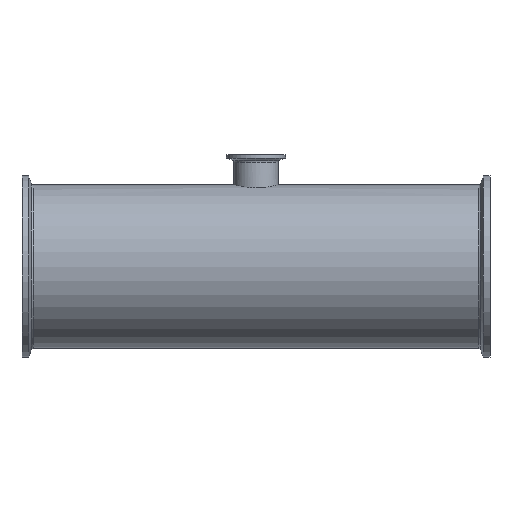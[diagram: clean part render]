
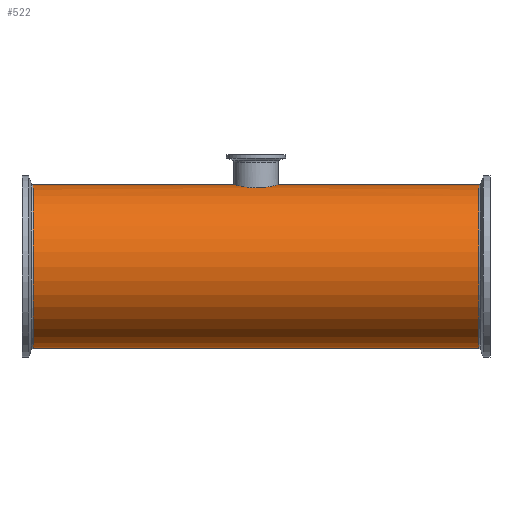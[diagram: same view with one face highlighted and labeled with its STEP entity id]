
A CAD part, front view. The second image highlights one B-rep face of the part: STEP entity #522.
In plain terms, the highlighted cylindrical face has radius 69.9 mm (diameter 139.8 mm), a full revolution.
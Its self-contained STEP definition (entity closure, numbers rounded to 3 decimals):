
#18=B_SPLINE_CURVE_WITH_KNOTS('',3,(#917,#918,#919,#920,#921,#922,#923,
#924,#925,#926,#927,#928,#929,#930,#931,#932,#933,#934),.UNSPECIFIED.,.F.,
 .F.,(4,2,2,2,2,2,2,2,4),(0.,0.361,0.722,1.082,
1.443,1.804,2.165,2.525,2.886),
 .UNSPECIFIED.);
#19=B_SPLINE_CURVE_WITH_KNOTS('',3,(#935,#936,#937,#938,#939,#940,#941,
#942,#943,#944,#945,#946,#947,#948,#949,#950,#951,#952,#953,#954,#955,#956,
#957,#958,#959,#960,#961,#962,#963,#964,#965,#966,#967,#968,#969,#970,#971,
#972,#973,#974,#975,#976,#977,#978,#979,#980,#981,#982,#983,#984),
 .UNSPECIFIED.,.F.,.F.,(4,2,2,2,2,2,2,2,2,2,2,2,2,2,2,2,2,2,2,2,2,2,2,2,
4),(2.886,3.247,3.608,3.968,4.329,
4.69,5.051,5.412,5.772,6.133,
6.494,6.855,7.216,7.576,7.937,
8.298,8.658,9.019,9.38,9.741,
10.101,10.462,10.823,11.184,11.545),
 .UNSPECIFIED.);
#22=CYLINDRICAL_SURFACE('',#595,69.9);
#31=FACE_BOUND('',#129,.T.);
#46=LINE('',#914,#62);
#62=VECTOR('',#725,69.9);
#92=FACE_OUTER_BOUND('',#128,.T.);
#128=EDGE_LOOP('',(#381,#382,#383,#384,#385,#386));
#129=EDGE_LOOP('',(#387,#388));
#176=CIRCLE('',#591,69.9);
#177=CIRCLE('',#592,69.9);
#179=CIRCLE('',#596,69.9);
#180=CIRCLE('',#597,69.9);
#231=VERTEX_POINT('',#900);
#232=VERTEX_POINT('',#902);
#234=VERTEX_POINT('',#910);
#235=VERTEX_POINT('',#911);
#236=VERTEX_POINT('',#915);
#237=VERTEX_POINT('',#916);
#286=EDGE_CURVE('',#231,#232,#176,.T.);
#287=EDGE_CURVE('',#232,#231,#177,.T.);
#290=EDGE_CURVE('',#234,#235,#179,.T.);
#291=EDGE_CURVE('',#235,#234,#180,.T.);
#292=EDGE_CURVE('',#235,#232,#46,.T.);
#293=EDGE_CURVE('',#236,#237,#18,.T.);
#294=EDGE_CURVE('',#237,#236,#19,.T.);
#381=ORIENTED_EDGE('',*,*,#290,.F.);
#382=ORIENTED_EDGE('',*,*,#291,.F.);
#383=ORIENTED_EDGE('',*,*,#292,.T.);
#384=ORIENTED_EDGE('',*,*,#286,.F.);
#385=ORIENTED_EDGE('',*,*,#287,.F.);
#386=ORIENTED_EDGE('',*,*,#292,.F.);
#387=ORIENTED_EDGE('',*,*,#293,.T.);
#388=ORIENTED_EDGE('',*,*,#294,.T.);
#522=ADVANCED_FACE('',(#92,#31),#22,.T.);
#591=AXIS2_PLACEMENT_3D('',#903,#710,#711);
#592=AXIS2_PLACEMENT_3D('',#904,#712,#713);
#595=AXIS2_PLACEMENT_3D('',#909,#719,#720);
#596=AXIS2_PLACEMENT_3D('',#912,#721,#722);
#597=AXIS2_PLACEMENT_3D('',#913,#723,#724);
#710=DIRECTION('center_axis',(-1.,0.,0.));
#711=DIRECTION('ref_axis',(0.,0.,-1.));
#712=DIRECTION('center_axis',(-1.,0.,0.));
#713=DIRECTION('ref_axis',(0.,0.,-1.));
#719=DIRECTION('center_axis',(1.,0.,0.));
#720=DIRECTION('ref_axis',(0.,1.,0.));
#721=DIRECTION('center_axis',(1.,0.,0.));
#722=DIRECTION('ref_axis',(0.,0.,-1.));
#723=DIRECTION('center_axis',(1.,0.,0.));
#724=DIRECTION('ref_axis',(0.,0.,-1.));
#725=DIRECTION('',(-1.,0.,0.));
#900=CARTESIAN_POINT('',(-190.233,0.,69.9));
#902=CARTESIAN_POINT('',(-190.233,-69.9,0.));
#903=CARTESIAN_POINT('Origin',(-190.233,0.,0.));
#904=CARTESIAN_POINT('Origin',(-190.233,0.,0.));
#909=CARTESIAN_POINT('Origin',(0.,0.,0.));
#910=CARTESIAN_POINT('',(190.233,0.,-69.9));
#911=CARTESIAN_POINT('',(190.233,-69.9,0.));
#912=CARTESIAN_POINT('Origin',(190.233,0.,0.));
#913=CARTESIAN_POINT('Origin',(190.233,0.,0.));
#914=CARTESIAN_POINT('',(0.,-69.9,0.));
#915=CARTESIAN_POINT('',(0.,-19.05,67.254));
#916=CARTESIAN_POINT('',(-19.05,0.,69.9));
#917=CARTESIAN_POINT('Ctrl Pts',(0.,-19.05,67.254));
#918=CARTESIAN_POINT('Ctrl Pts',(-1.203,-19.05,67.254));
#919=CARTESIAN_POINT('Ctrl Pts',(-2.444,-18.934,67.287));
#920=CARTESIAN_POINT('Ctrl Pts',(-4.91,-18.449,67.422));
#921=CARTESIAN_POINT('Ctrl Pts',(-6.135,-18.08,67.523));
#922=CARTESIAN_POINT('Ctrl Pts',(-8.479,-17.106,67.776));
#923=CARTESIAN_POINT('Ctrl Pts',(-9.602,-16.501,67.928));
#924=CARTESIAN_POINT('Ctrl Pts',(-11.676,-15.104,68.252));
#925=CARTESIAN_POINT('Ctrl Pts',(-12.628,-14.313,68.424));
#926=CARTESIAN_POINT('Ctrl Pts',(-14.313,-12.628,68.755));
#927=CARTESIAN_POINT('Ctrl Pts',(-15.104,-11.676,68.926));
#928=CARTESIAN_POINT('Ctrl Pts',(-16.5,-9.602,69.245));
#929=CARTESIAN_POINT('Ctrl Pts',(-17.106,-8.479,69.394));
#930=CARTESIAN_POINT('Ctrl Pts',(-18.08,-6.134,69.64));
#931=CARTESIAN_POINT('Ctrl Pts',(-18.449,-4.91,69.738));
#932=CARTESIAN_POINT('Ctrl Pts',(-18.934,-2.444,69.868));
#933=CARTESIAN_POINT('Ctrl Pts',(-19.05,-1.202,69.9));
#934=CARTESIAN_POINT('Ctrl Pts',(-19.05,0.,69.9));
#935=CARTESIAN_POINT('Ctrl Pts',(-19.05,0.,69.9));
#936=CARTESIAN_POINT('Ctrl Pts',(-19.05,1.202,69.9));
#937=CARTESIAN_POINT('Ctrl Pts',(-18.934,2.444,69.868));
#938=CARTESIAN_POINT('Ctrl Pts',(-18.449,4.91,69.738));
#939=CARTESIAN_POINT('Ctrl Pts',(-18.08,6.134,69.64));
#940=CARTESIAN_POINT('Ctrl Pts',(-17.106,8.479,69.394));
#941=CARTESIAN_POINT('Ctrl Pts',(-16.5,9.602,69.245));
#942=CARTESIAN_POINT('Ctrl Pts',(-15.104,11.676,68.926));
#943=CARTESIAN_POINT('Ctrl Pts',(-14.313,12.628,68.755));
#944=CARTESIAN_POINT('Ctrl Pts',(-12.628,14.313,68.424));
#945=CARTESIAN_POINT('Ctrl Pts',(-11.676,15.104,68.252));
#946=CARTESIAN_POINT('Ctrl Pts',(-9.602,16.501,67.928));
#947=CARTESIAN_POINT('Ctrl Pts',(-8.479,17.106,67.776));
#948=CARTESIAN_POINT('Ctrl Pts',(-6.135,18.08,67.523));
#949=CARTESIAN_POINT('Ctrl Pts',(-4.91,18.449,67.422));
#950=CARTESIAN_POINT('Ctrl Pts',(-2.444,18.934,67.287));
#951=CARTESIAN_POINT('Ctrl Pts',(-1.203,19.05,67.254));
#952=CARTESIAN_POINT('Ctrl Pts',(1.203,19.05,67.254));
#953=CARTESIAN_POINT('Ctrl Pts',(2.444,18.934,67.287));
#954=CARTESIAN_POINT('Ctrl Pts',(4.91,18.449,67.422));
#955=CARTESIAN_POINT('Ctrl Pts',(6.135,18.08,67.523));
#956=CARTESIAN_POINT('Ctrl Pts',(8.479,17.106,67.776));
#957=CARTESIAN_POINT('Ctrl Pts',(9.602,16.501,67.928));
#958=CARTESIAN_POINT('Ctrl Pts',(11.676,15.104,68.252));
#959=CARTESIAN_POINT('Ctrl Pts',(12.628,14.313,68.424));
#960=CARTESIAN_POINT('Ctrl Pts',(14.313,12.628,68.755));
#961=CARTESIAN_POINT('Ctrl Pts',(15.104,11.676,68.926));
#962=CARTESIAN_POINT('Ctrl Pts',(16.5,9.602,69.245));
#963=CARTESIAN_POINT('Ctrl Pts',(17.106,8.479,69.394));
#964=CARTESIAN_POINT('Ctrl Pts',(18.08,6.134,69.64));
#965=CARTESIAN_POINT('Ctrl Pts',(18.449,4.91,69.738));
#966=CARTESIAN_POINT('Ctrl Pts',(18.934,2.444,69.868));
#967=CARTESIAN_POINT('Ctrl Pts',(19.05,1.202,69.9));
#968=CARTESIAN_POINT('Ctrl Pts',(19.05,-1.202,69.9));
#969=CARTESIAN_POINT('Ctrl Pts',(18.934,-2.444,69.868));
#970=CARTESIAN_POINT('Ctrl Pts',(18.449,-4.91,69.738));
#971=CARTESIAN_POINT('Ctrl Pts',(18.08,-6.134,69.64));
#972=CARTESIAN_POINT('Ctrl Pts',(17.106,-8.479,69.394));
#973=CARTESIAN_POINT('Ctrl Pts',(16.5,-9.602,69.245));
#974=CARTESIAN_POINT('Ctrl Pts',(15.104,-11.676,68.926));
#975=CARTESIAN_POINT('Ctrl Pts',(14.313,-12.628,68.755));
#976=CARTESIAN_POINT('Ctrl Pts',(12.628,-14.313,68.424));
#977=CARTESIAN_POINT('Ctrl Pts',(11.676,-15.104,68.252));
#978=CARTESIAN_POINT('Ctrl Pts',(9.602,-16.501,67.928));
#979=CARTESIAN_POINT('Ctrl Pts',(8.479,-17.106,67.776));
#980=CARTESIAN_POINT('Ctrl Pts',(6.135,-18.08,67.523));
#981=CARTESIAN_POINT('Ctrl Pts',(4.91,-18.449,67.422));
#982=CARTESIAN_POINT('Ctrl Pts',(2.444,-18.934,67.287));
#983=CARTESIAN_POINT('Ctrl Pts',(1.203,-19.05,67.254));
#984=CARTESIAN_POINT('Ctrl Pts',(0.,-19.05,67.254));
